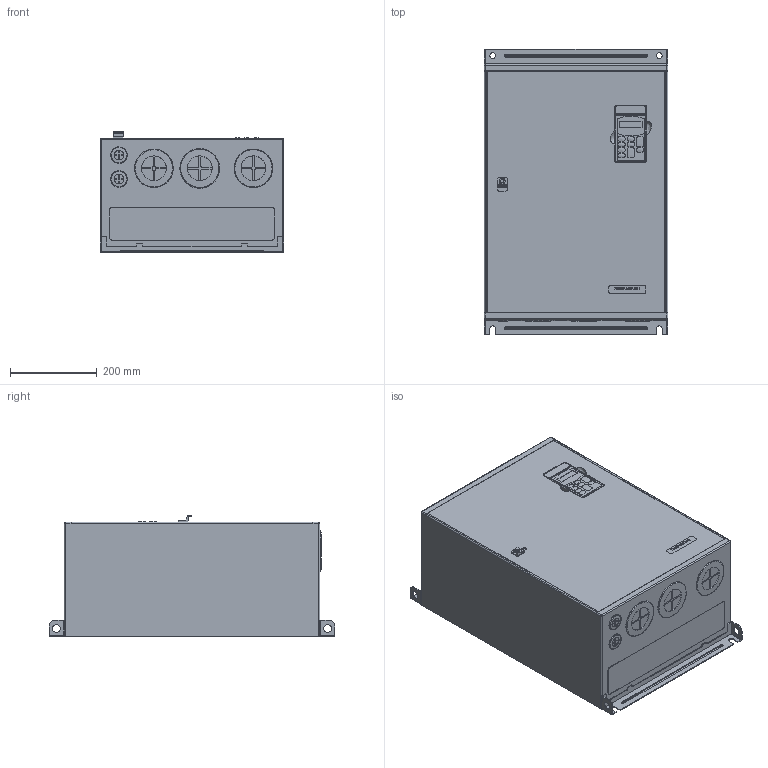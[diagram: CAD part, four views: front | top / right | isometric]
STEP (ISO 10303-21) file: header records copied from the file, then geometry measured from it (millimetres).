
FILE_DESCRIPTION (( 'STEP AP214' ), '1' );
FILE_NAME ('GS3-4075.step', '2014-07-21T20:34:09', ( '' ), ( '' ), 'SwSTEP 2.0', 'SolidWorks 2013', '' );
FILE_SCHEMA (( 'AUTOMOTIVE_DESIGN' ));
Length unit declared in the file: inch
Products named in the file (1): GS3-4075
Bounding box: 424.94 x 659.89 x 278.75 mm (x, y, z)
Volume: 66366921.6 mm3; surface area: 1157274.6 mm2
Topology: 3 solids, 3 shells, 838 faces, 2165 edges, 1398 vertices
Faces by surface type: plane 462, cylinder 183, bspline 167, torus 20, sphere 6
Entity records: 49514 total; most frequent: CARTESIAN_POINT 20802, ORIENTED_EDGE 4318, DIRECTION 3497, EDGE_CURVE 2159, VERTEX_POINT 1398, LINE 1371, VECTOR 1371, AXIS2_PLACEMENT_3D 1063
